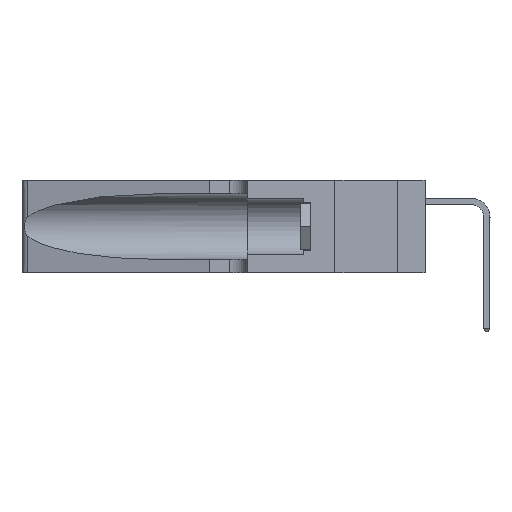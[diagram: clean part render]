
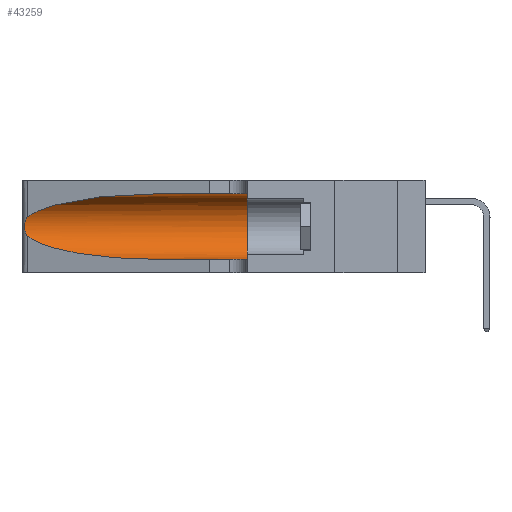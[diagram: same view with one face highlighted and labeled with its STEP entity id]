
A CAD part, left-side view. The second image highlights one B-rep face of the part: STEP entity #43259.
In plain terms, the highlighted cylindrical face has radius 3.308 mm (diameter 6.617 mm), a partial arc.
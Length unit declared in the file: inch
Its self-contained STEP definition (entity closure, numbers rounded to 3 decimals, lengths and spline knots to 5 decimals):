
#1090 = CARTESIAN_POINT ( 'NONE',  ( 0.25639, 1.23184, 0.21858 ) ) ;
#1569 = CARTESIAN_POINT ( 'NONE',  ( 0.1305, 0.35, 0.31525 ) ) ;
#1670 = EDGE_CURVE ( 'NONE', #43260, #4166, #24996, .T. ) ;
#1849 = AXIS2_PLACEMENT_3D ( 'NONE', #40846, #18148, #44629 ) ;
#2739 = CARTESIAN_POINT ( 'NONE',  ( 0.1305, 1.61858, 0.185 ) ) ;
#4166 = VERTEX_POINT ( 'NONE', #45494 ) ;
#4721 = VERTEX_POINT ( 'NONE', #34690 ) ;
#4987 = CARTESIAN_POINT ( 'NONE',  ( 0.25854, 1.2359, 0.20912 ) ) ;
#6366 = VERTEX_POINT ( 'NONE', #43770 ) ;
#7084 = CARTESIAN_POINT ( 'NONE',  ( 0.25487, 1.22718, 0.14631 ) ) ;
#7522 = EDGE_CURVE ( 'NONE', #4721, #6366, #35918, .T. ) ;
#7717 = CARTESIAN_POINT ( 'NONE',  ( 0.18966, 0.96281, 0.31525 ) ) ;
#8860 = CARTESIAN_POINT ( 'NONE',  ( 0.26075, 1.23896, 0.19203 ) ) ;
#9425 = EDGE_CURVE ( 'NONE', #4721, #38702, #14174, .T. ) ;
#10758 = DIRECTION ( 'NONE',  ( 0., -1., 0. ) ) ;
#11265 = ORIENTED_EDGE ( 'NONE', *, *, #9425, .F. ) ;
#11938 = EDGE_CURVE ( 'NONE', #38702, #4166, #41557, .T. ) ;
#12727 = CARTESIAN_POINT ( 'NONE',  ( 0.26017, 1.23833, 0.17102 ) ) ;
#12970 = VECTOR ( 'NONE', #31246, 39.37008 ) ;
#14174 = LINE ( 'NONE', #46109, #12970 ) ;
#14203 = DIRECTION ( 'NONE',  ( 0., -1., 0. ) ) ;
#15416 = CARTESIAN_POINT ( 'NONE',  ( 0.25487, 1.22718, 0.22369 ) ) ;
#16555 = CARTESIAN_POINT ( 'NONE',  ( 0.25789, 1.23486, 0.15765 ) ) ;
#18148 = DIRECTION ( 'NONE',  ( 0., 1., 0. ) ) ;
#18492 = CARTESIAN_POINT ( 'NONE',  ( 0.18966, 0.96281, 0.05475 ) ) ;
#18617 = B_SPLINE_CURVE_WITH_KNOTS ( 'NONE', 3,
 ( #20273, #24051, #1090, #27867, #4987, #31703, #8860, #35488, #12727, #39294, #16555, #43089, #20435, #46913 ),
 .UNSPECIFIED., .F., .F.,
 ( 4, 2, 2, 2, 2, 2, 4 ),
 ( 0., 0.00027, 0.00053, 0.00107, 0.0016, 0.00187, 0.00214 ),
 .UNSPECIFIED. ) ;
#20250 = ORIENTED_EDGE ( 'NONE', *, *, #11938, .F. ) ;
#20273 = CARTESIAN_POINT ( 'NONE',  ( 0.25487, 1.22718, 0.22369 ) ) ;
#20435 = CARTESIAN_POINT ( 'NONE',  ( 0.25555, 1.22993, 0.14849 ) ) ;
#24051 = CARTESIAN_POINT ( 'NONE',  ( 0.25555, 1.22994, 0.2215 ) ) ;
#24996 = LINE ( 'NONE', #33375, #43941 ) ;
#25514 = CYLINDRICAL_SURFACE ( 'NONE', #31081, 0.13025 ) ;
#26093 = CARTESIAN_POINT ( 'NONE',  ( 0.2373, 1.15595, 0.08982 ) ) ;
#27867 = CARTESIAN_POINT ( 'NONE',  ( 0.25787, 1.23484, 0.2124 ) ) ;
#28389 = ORIENTED_EDGE ( 'NONE', *, *, #40961, .T. ) ;
#29068 = CARTESIAN_POINT ( 'NONE',  ( 0.25487, 1.22718, 0.14631 ) ) ;
#29501 = DIRECTION ( 'NONE',  ( 0., 0., -1. ) ) ;
#30182 = ORIENTED_EDGE ( 'NONE', *, *, #7522, .T. ) ;
#30801 = ORIENTED_EDGE ( 'NONE', *, *, #31578, .T. ) ;
#31081 = AXIS2_PLACEMENT_3D ( 'NONE', #2739, #14203, #29501 ) ;
#31246 = DIRECTION ( 'NONE',  ( 0., -1., 0. ) ) ;
#31578 = EDGE_CURVE ( 'NONE', #35874, #43260, #35317, .T. ) ;
#31703 = CARTESIAN_POINT ( 'NONE',  ( 0.26018, 1.23835, 0.19895 ) ) ;
#33304 = CARTESIAN_POINT ( 'NONE',  ( 0.1305, 0.72297, 0.05475 ) ) ;
#33375 = CARTESIAN_POINT ( 'NONE',  ( 0.1305, 1.61858, 0.05475 ) ) ;
#33750 = CARTESIAN_POINT ( 'NONE',  ( 0.1305, 0.72297, 0.05475 ) ) ;
#34690 = CARTESIAN_POINT ( 'NONE',  ( 0.1305, 0.72297, 0.31525 ) ) ;
#35317 =( BOUNDED_CURVE ( )  B_SPLINE_CURVE ( 3, ( #7084, #26093, #18492, #33750 ),
 .UNSPECIFIED., .F., .T. ) 
 B_SPLINE_CURVE_WITH_KNOTS ( ( 4, 4 ),
 ( 3.44316, 4.71239 ),
 .UNSPECIFIED. ) 
 CURVE ( )  GEOMETRIC_REPRESENTATION_ITEM ( )  RATIONAL_B_SPLINE_CURVE ( ( 1., 0.87, 0.87, 1. ) ) 
 REPRESENTATION_ITEM ( '' )  );
#35488 = CARTESIAN_POINT ( 'NONE',  ( 0.26075, 1.23896, 0.178 ) ) ;
#35874 = VERTEX_POINT ( 'NONE', #29068 ) ;
#35918 =( BOUNDED_CURVE ( )  B_SPLINE_CURVE ( 3, ( #41814, #7717, #38153, #15416 ),
 .UNSPECIFIED., .F., .F. ) 
 B_SPLINE_CURVE_WITH_KNOTS ( ( 4, 4 ),
 ( 1.5708, 2.84003 ),
 .UNSPECIFIED. ) 
 CURVE ( )  GEOMETRIC_REPRESENTATION_ITEM ( )  RATIONAL_B_SPLINE_CURVE ( ( 1., 0.87, 0.87, 1. ) ) 
 REPRESENTATION_ITEM ( '' )  );
#38153 = CARTESIAN_POINT ( 'NONE',  ( 0.2373, 1.15595, 0.28018 ) ) ;
#38702 = VERTEX_POINT ( 'NONE', #1569 ) ;
#39294 = CARTESIAN_POINT ( 'NONE',  ( 0.25856, 1.23593, 0.16098 ) ) ;
#40701 = EDGE_LOOP ( 'NONE', ( #30182, #28389, #30801, #45047, #20250, #11265 ) ) ;
#40846 = CARTESIAN_POINT ( 'NONE',  ( 0.1305, 0.35, 0.185 ) ) ;
#40961 = EDGE_CURVE ( 'NONE', #6366, #35874, #18617, .T. ) ;
#41557 = CIRCLE ( 'NONE', #1849, 0.13025 ) ;
#41814 = CARTESIAN_POINT ( 'NONE',  ( 0.1305, 0.72297, 0.31525 ) ) ;
#43089 = CARTESIAN_POINT ( 'NONE',  ( 0.25639, 1.23186, 0.15144 ) ) ;
#43259 = ADVANCED_FACE ( 'NONE', ( #45691 ), #25514, .F. ) ;
#43260 = VERTEX_POINT ( 'NONE', #33304 ) ;
#43770 = CARTESIAN_POINT ( 'NONE',  ( 0.25487, 1.22718, 0.22369 ) ) ;
#43941 = VECTOR ( 'NONE', #10758, 39.37008 ) ;
#44629 = DIRECTION ( 'NONE',  ( 0., 0., 1. ) ) ;
#45047 = ORIENTED_EDGE ( 'NONE', *, *, #1670, .T. ) ;
#45494 = CARTESIAN_POINT ( 'NONE',  ( 0.1305, 0.35, 0.05475 ) ) ;
#45691 = FACE_OUTER_BOUND ( 'NONE', #40701, .T. ) ;
#46109 = CARTESIAN_POINT ( 'NONE',  ( 0.1305, 1.61858, 0.31525 ) ) ;
#46913 = CARTESIAN_POINT ( 'NONE',  ( 0.25487, 1.22718, 0.14631 ) ) ;
